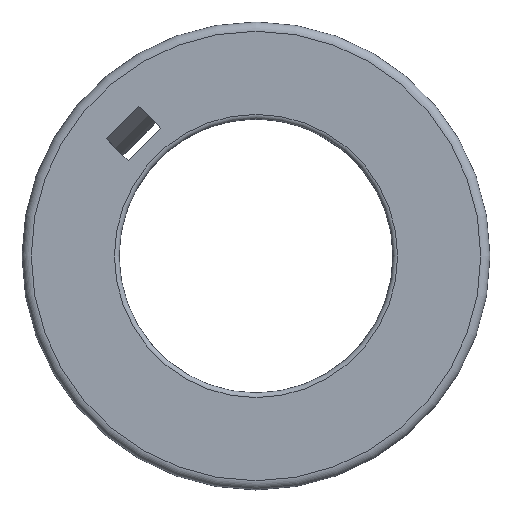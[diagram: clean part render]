
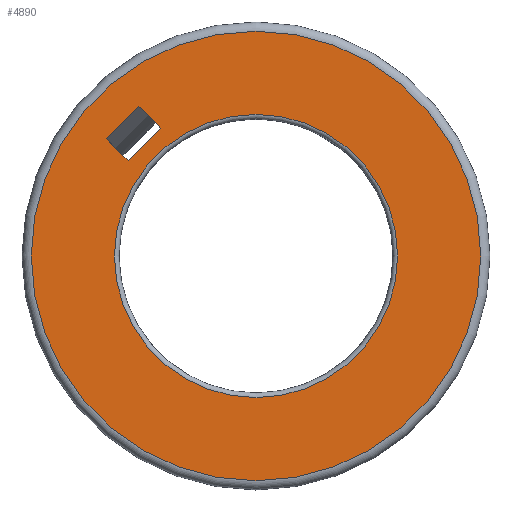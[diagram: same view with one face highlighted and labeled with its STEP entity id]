
A CAD part, left-side view. The second image highlights one B-rep face of the part: STEP entity #4890.
In plain terms, the highlighted planar face has unit normal (-1, 0, 0).
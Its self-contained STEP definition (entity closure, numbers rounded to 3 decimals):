
#367=FACE_BOUND('',#984,.T.);
#368=FACE_BOUND('',#985,.T.);
#638=FACE_OUTER_BOUND('',#983,.T.);
#983=EDGE_LOOP('',(#4315));
#984=EDGE_LOOP('',(#4316,#4317,#4318,#4319));
#985=EDGE_LOOP('',(#4320));
#1419=CIRCLE('',#5574,24.2);
#1422=CIRCLE('',#5579,15.25);
#1439=LINE('',#7284,#1700);
#1440=LINE('',#7290,#1701);
#1443=LINE('',#7295,#1704);
#1672=LINE('',#15478,#1933);
#1700=VECTOR('',#5644,1000.);
#1701=VECTOR('',#5651,1000.);
#1704=VECTOR('',#5656,1000.);
#1933=VECTOR('',#7151,1000.);
#1961=VERTEX_POINT('',#7281);
#1962=VERTEX_POINT('',#7283);
#1963=VERTEX_POINT('',#7287);
#1964=VERTEX_POINT('',#7289);
#2366=VERTEX_POINT('',#15369);
#2368=VERTEX_POINT('',#15378);
#2385=EDGE_CURVE('',#1962,#1961,#1439,.T.);
#2388=EDGE_CURVE('',#1964,#1963,#1440,.T.);
#2391=EDGE_CURVE('',#1961,#1964,#1443,.T.);
#3065=EDGE_CURVE('',#2366,#2366,#1419,.T.);
#3069=EDGE_CURVE('',#2368,#2368,#1422,.T.);
#3073=EDGE_CURVE('',#1963,#1962,#1672,.T.);
#4315=ORIENTED_EDGE('',*,*,#3065,.F.);
#4316=ORIENTED_EDGE('',*,*,#2385,.T.);
#4317=ORIENTED_EDGE('',*,*,#2391,.T.);
#4318=ORIENTED_EDGE('',*,*,#2388,.T.);
#4319=ORIENTED_EDGE('',*,*,#3073,.T.);
#4320=ORIENTED_EDGE('',*,*,#3069,.F.);
#4602=PLANE('',#5582);
#4890=ADVANCED_FACE('',(#638,#367,#368),#4602,.T.);
#5574=AXIS2_PLACEMENT_3D('',#15371,#7131,#7132);
#5579=AXIS2_PLACEMENT_3D('',#15379,#7142,#7143);
#5582=AXIS2_PLACEMENT_3D('',#15477,#7149,#7150);
#5644=DIRECTION('',(0.,-0.707,-0.707));
#5651=DIRECTION('',(0.,0.707,0.707));
#5656=DIRECTION('',(0.,0.707,-0.707));
#7131=DIRECTION('center_axis',(1.,0.,0.));
#7132=DIRECTION('ref_axis',(0.,-1.,0.));
#7142=DIRECTION('center_axis',(-1.,0.,0.));
#7143=DIRECTION('ref_axis',(0.,0.271,-0.963));
#7149=DIRECTION('center_axis',(-1.,0.,0.));
#7150=DIRECTION('ref_axis',(0.,1.,0.));
#7151=DIRECTION('',(0.,-0.707,0.707));
#7281=CARTESIAN_POINT('',(-644.,10.235,13.781));
#7283=CARTESIAN_POINT('',(-644.,12.603,16.15));
#7284=CARTESIAN_POINT('',(-644.,4.372,7.918));
#7287=CARTESIAN_POINT('',(-644.,16.139,12.614));
#7289=CARTESIAN_POINT('',(-644.,13.77,10.245));
#7290=CARTESIAN_POINT('',(-644.,8.014,4.489));
#7295=CARTESIAN_POINT('',(-644.,12.447,11.568));
#15369=CARTESIAN_POINT('',(-644.,0.,24.2));
#15371=CARTESIAN_POINT('Origin',(-644.,0.,0.));
#15378=CARTESIAN_POINT('',(-644.,0.,15.25));
#15379=CARTESIAN_POINT('Origin',(-644.,0.,0.));
#15477=CARTESIAN_POINT('Origin',(-644.,0.,0.));
#15478=CARTESIAN_POINT('',(-644.,14.371,14.382));
